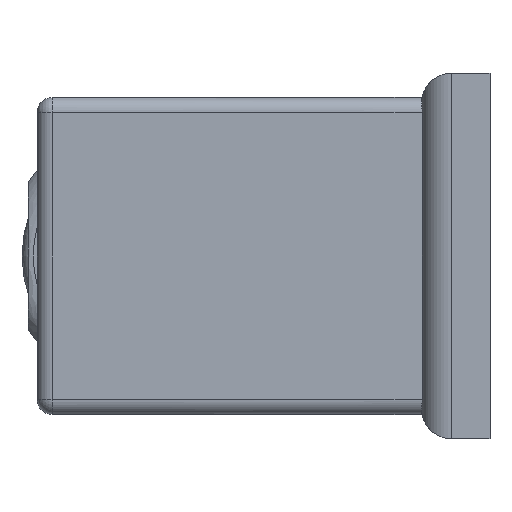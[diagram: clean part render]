
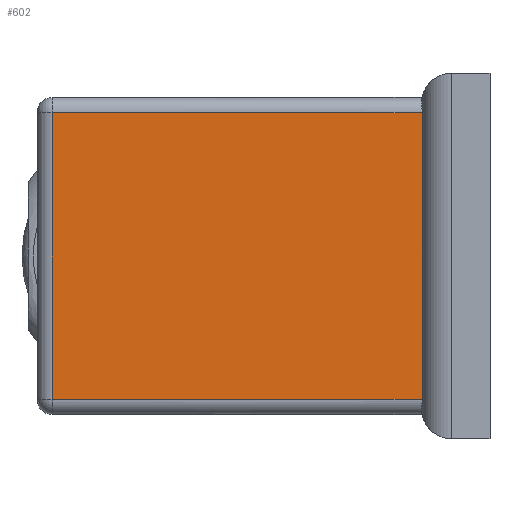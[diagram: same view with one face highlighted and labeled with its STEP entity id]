
A CAD part, left-side view. The second image highlights one B-rep face of the part: STEP entity #602.
In plain terms, the highlighted planar face has unit normal (-1, 0, 0).
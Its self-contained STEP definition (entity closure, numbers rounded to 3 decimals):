
#111 = EDGE_CURVE ( 'NONE', #1254, #290, #1165, .T. ) ;
#148 = DIRECTION ( 'NONE',  ( 0., -1., 0. ) ) ;
#216 = CARTESIAN_POINT ( 'NONE',  ( 1.6, 4.5, -21.6 ) ) ;
#232 = DIRECTION ( 'NONE',  ( 0., 0., -1. ) ) ;
#290 = VERTEX_POINT ( 'NONE', #1738 ) ;
#602 = ADVANCED_FACE ( 'NONE', ( #1931 ), #1089, .F. ) ;
#624 = ORIENTED_EDGE ( 'NONE', *, *, #1617, .T. ) ;
#639 = EDGE_CURVE ( 'NONE', #763, #1254, #997, .T. ) ;
#646 = VECTOR ( 'NONE', #2263, 1000. ) ;
#716 = AXIS2_PLACEMENT_3D ( 'NONE', #1153, #1335, #1118 ) ;
#747 = CARTESIAN_POINT ( 'NONE',  ( 1.6, 29., -2.6 ) ) ;
#763 = VERTEX_POINT ( 'NONE', #841 ) ;
#810 = VERTEX_POINT ( 'NONE', #747 ) ;
#834 = CARTESIAN_POINT ( 'NONE',  ( 1.6, 29., -22.6 ) ) ;
#841 = CARTESIAN_POINT ( 'NONE',  ( 1.6, 29., -21.6 ) ) ;
#975 = CARTESIAN_POINT ( 'NONE',  ( 1.6, 30., -21.6 ) ) ;
#997 = LINE ( 'NONE', #975, #1131 ) ;
#1089 = PLANE ( 'NONE',  #716 ) ;
#1118 = DIRECTION ( 'NONE',  ( 0., 0., -1. ) ) ;
#1131 = VECTOR ( 'NONE', #148, 1000. ) ;
#1153 = CARTESIAN_POINT ( 'NONE',  ( 1.6, 30., -22.6 ) ) ;
#1162 = VECTOR ( 'NONE', #232, 1000. ) ;
#1165 = LINE ( 'NONE', #1670, #2193 ) ;
#1213 = LINE ( 'NONE', #834, #1162 ) ;
#1254 = VERTEX_POINT ( 'NONE', #216 ) ;
#1335 = DIRECTION ( 'NONE',  ( 1., 0., 0. ) ) ;
#1475 = DIRECTION ( 'NONE',  ( 0., 0., 1. ) ) ;
#1522 = ORIENTED_EDGE ( 'NONE', *, *, #111, .T. ) ;
#1552 = EDGE_LOOP ( 'NONE', ( #1522, #2630, #624, #2505 ) ) ;
#1598 = EDGE_CURVE ( 'NONE', #290, #810, #2012, .T. ) ;
#1617 = EDGE_CURVE ( 'NONE', #810, #763, #1213, .T. ) ;
#1670 = CARTESIAN_POINT ( 'NONE',  ( 1.6, 4.5, -22.6 ) ) ;
#1738 = CARTESIAN_POINT ( 'NONE',  ( 1.6, 4.5, -2.6 ) ) ;
#1931 = FACE_OUTER_BOUND ( 'NONE', #1552, .T. ) ;
#2012 = LINE ( 'NONE', #2034, #646 ) ;
#2034 = CARTESIAN_POINT ( 'NONE',  ( 1.6, 30., -2.6 ) ) ;
#2193 = VECTOR ( 'NONE', #1475, 1000. ) ;
#2263 = DIRECTION ( 'NONE',  ( 0., 1., 0. ) ) ;
#2505 = ORIENTED_EDGE ( 'NONE', *, *, #639, .T. ) ;
#2630 = ORIENTED_EDGE ( 'NONE', *, *, #1598, .T. ) ;
